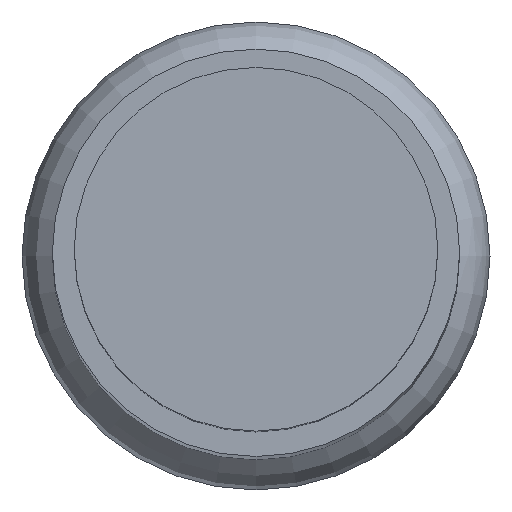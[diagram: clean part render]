
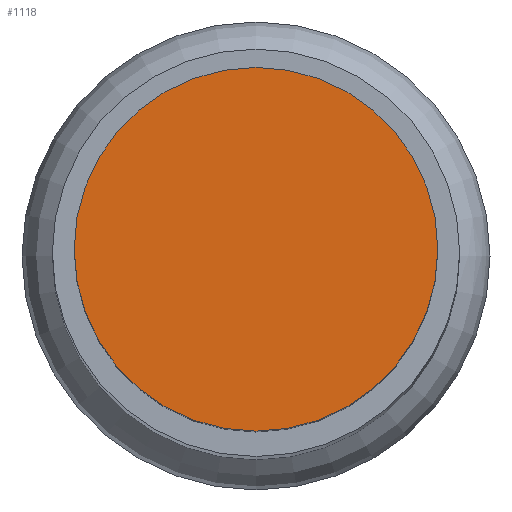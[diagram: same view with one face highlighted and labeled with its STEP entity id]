
A CAD part, top view. The second image highlights one B-rep face of the part: STEP entity #1118.
In plain terms, the highlighted planar face has unit normal (0, 0, 1).
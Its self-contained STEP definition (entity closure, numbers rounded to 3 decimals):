
#1002 = VERTEX_POINT('',#1003);
#1003 = CARTESIAN_POINT('',(0.75,0.,33.45));
#1010 = CYLINDRICAL_SURFACE('',#1011,0.75);
#1011 = AXIS2_PLACEMENT_3D('',#1012,#1013,#1014);
#1012 = CARTESIAN_POINT('',(0.,0.,31.45));
#1013 = DIRECTION('',(-0.,-0.,-1.));
#1014 = DIRECTION('',(1.,0.,0.));
#1029 = EDGE_CURVE('',#1002,#1002,#1030,.T.);
#1030 = SURFACE_CURVE('',#1031,(#1036,#1043),.PCURVE_S1.);
#1031 = CIRCLE('',#1032,0.75);
#1032 = AXIS2_PLACEMENT_3D('',#1033,#1034,#1035);
#1033 = CARTESIAN_POINT('',(0.,0.,33.45));
#1034 = DIRECTION('',(0.,0.,1.));
#1035 = DIRECTION('',(1.,0.,0.));
#1036 = PCURVE('',#1010,#1037);
#1037 = DEFINITIONAL_REPRESENTATION('',(#1038),#1042);
#1038 = LINE('',#1039,#1040);
#1039 = CARTESIAN_POINT('',(-0.,-2.));
#1040 = VECTOR('',#1041,1.);
#1041 = DIRECTION('',(-1.,0.));
#1042 = ( GEOMETRIC_REPRESENTATION_CONTEXT(2) 
PARAMETRIC_REPRESENTATION_CONTEXT() REPRESENTATION_CONTEXT('2D SPACE',''
  ) );
#1043 = PCURVE('',#1044,#1049);
#1044 = PLANE('',#1045);
#1045 = AXIS2_PLACEMENT_3D('',#1046,#1047,#1048);
#1046 = CARTESIAN_POINT('',(0.,0.,33.45));
#1047 = DIRECTION('',(0.,0.,1.));
#1048 = DIRECTION('',(1.,0.,0.));
#1049 = DEFINITIONAL_REPRESENTATION('',(#1050),#1054);
#1050 = CIRCLE('',#1051,0.75);
#1051 = AXIS2_PLACEMENT_2D('',#1052,#1053);
#1052 = CARTESIAN_POINT('',(0.,0.));
#1053 = DIRECTION('',(1.,0.));
#1054 = ( GEOMETRIC_REPRESENTATION_CONTEXT(2) 
PARAMETRIC_REPRESENTATION_CONTEXT() REPRESENTATION_CONTEXT('2D SPACE',''
  ) );
#1118 = ADVANCED_FACE('',(#1119),#1044,.T.);
#1119 = FACE_BOUND('',#1120,.F.);
#1120 = EDGE_LOOP('',(#1121));
#1121 = ORIENTED_EDGE('',*,*,#1029,.F.);
